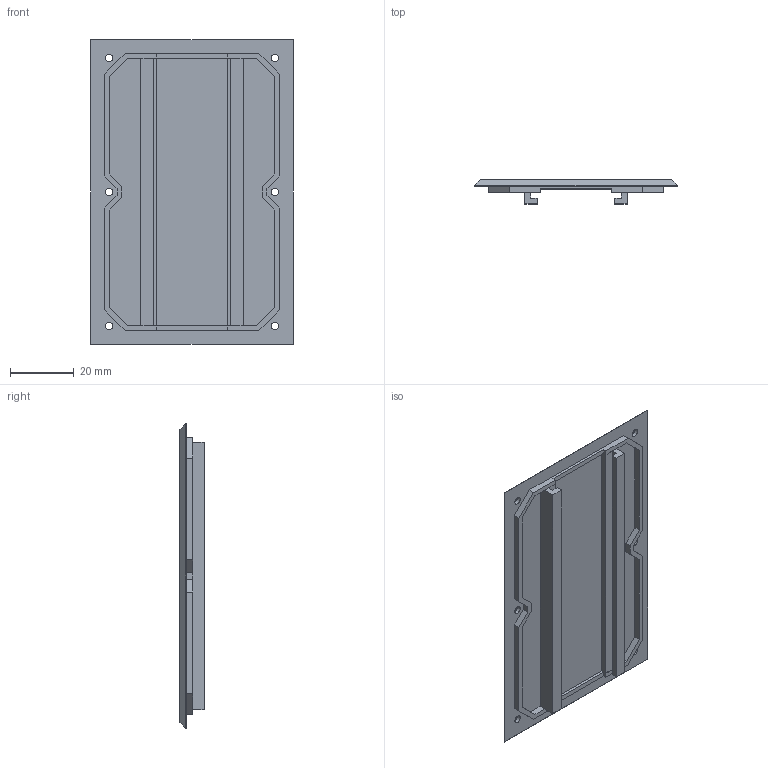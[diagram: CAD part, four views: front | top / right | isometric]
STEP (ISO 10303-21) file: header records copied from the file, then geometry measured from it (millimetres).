
FILE_DESCRIPTION(/* description */ (''),/* implementation_level */ '2;1');
FILE_NAME(/* name */ 'RectPanel_96x_64_PcbMount_28_4mm.step',/* time_stamp */ '2025-09-13T08:13:59-07:00',/* author */ (''),/* organization */ (''),/* preprocessor_version */ 'ST-DEVELOPER v20.1',/* originating_system */ 'Autodesk Translation Framework v14.17.0.0',/* authorisation */ '');
FILE_SCHEMA (('AUTOMOTIVE_DESIGN { 1 0 10303 214 3 1 1 }'));
Length unit declared in the file: millimetre
Products named in the file (4): RectPanel_96x_64_PcbMount_28_4mm; PcbMount_28_3; Logo_4mm v2; Side_96x_64_4mm v5
Assembly tree (3 placements, depth 2):
  RectPanel_96x_64_PcbMount_28_4mm
    PcbMount_28_3
    Logo_4mm v2
    Side_96x_64_4mm v5
Bounding box: 63.6 x 7.6 x 95.6 mm (x, y, z)
Volume: 15520.5 mm3; surface area: 16033.4 mm2
Topology: 1 solids, 1 shells, 135 faces, 360 edges, 234 vertices
Faces by surface type: plane 81, bspline 42, cone 6, cylinder 6
Full cylindrical faces by diameter (mm): 2.4 x6
Entity records: 4380 total; most frequent: CARTESIAN_POINT 1282, ORIENTED_EDGE 720, DIRECTION 494, EDGE_CURVE 360, LINE 258, VECTOR 258, VERTEX_POINT 234, EDGE_LOOP 154
